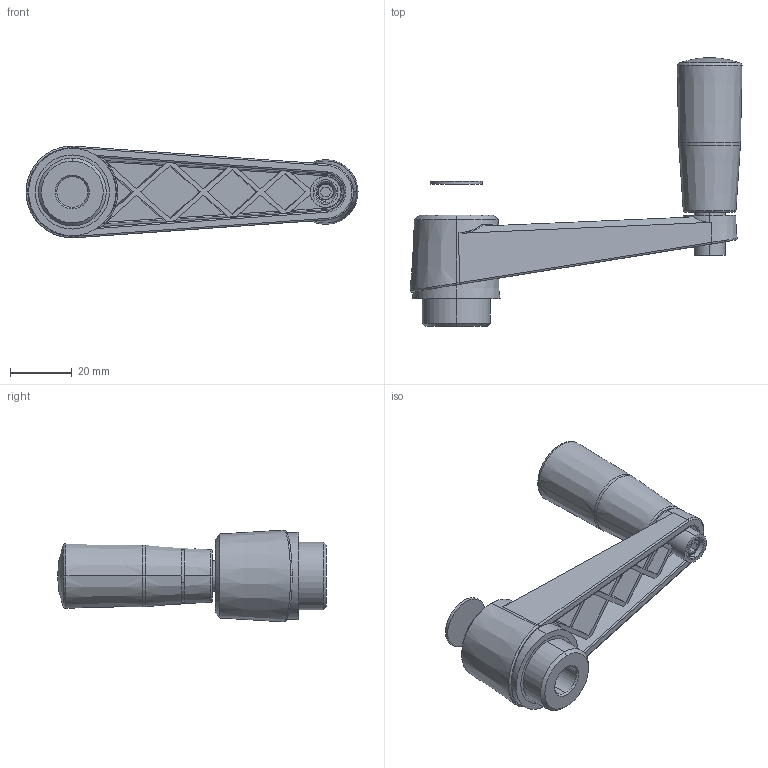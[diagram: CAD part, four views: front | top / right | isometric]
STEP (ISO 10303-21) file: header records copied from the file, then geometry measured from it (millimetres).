
FILE_DESCRIPTION (( 'STEP AP214' ), '1' );
FILE_NAME ('02787-Crank Handle and Revolving Grip Black 105mm.STEP', '2018-08-06T21:26:48', ( '' ), ( '' ), 'SwSTEP 2.0', 'SolidWorks 2018', '' );
FILE_SCHEMA (( 'AUTOMOTIVE_DESIGN' ));
Length unit declared in the file: millimetre
Products named in the file (4): 2787 Crank Cap; 02787-Crank Handle and Revolving Grip Black 105mm; 2787 Crank Lever; 2787 Crank Knob
Assembly tree (3 placements, depth 2):
  02787-Crank Handle and Revolving Grip Black 105mm
    2787 Crank Lever
    2787 Crank Knob
    2787 Crank Cap
Bounding box: 107.48 x 87 x 29.7 mm (x, y, z)
Volume: 43903.2 mm3; surface area: 23823.7 mm2
Topology: 6 solids, 6 shells, 482 faces, 1277 edges, 843 vertices
Faces by surface type: plane 239, bspline 119, cylinder 87, cone 29, torus 6, sphere 2
Entity records: 25904 total; most frequent: CARTESIAN_POINT 14447, ORIENTED_EDGE 2554, DIRECTION 1746, EDGE_CURVE 1277, VERTEX_POINT 843, VECTOR 758, LINE 758, EDGE_LOOP 526
